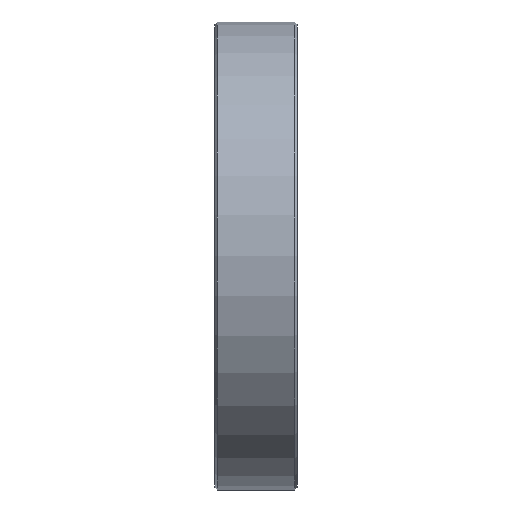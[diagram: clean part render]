
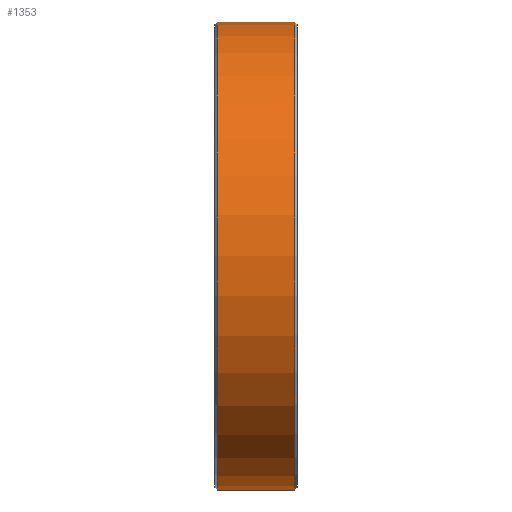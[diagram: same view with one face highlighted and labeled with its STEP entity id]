
A CAD part, top view. The second image highlights one B-rep face of the part: STEP entity #1353.
In plain terms, the highlighted cylindrical face has radius 42.5 mm (diameter 85 mm), a partial arc.
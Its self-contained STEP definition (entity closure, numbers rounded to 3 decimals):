
#1284=CARTESIAN_POINT('Vertex',(14.5,-42.5,0.)) ;
#1291=CARTESIAN_POINT('Vertex',(14.5,42.5,0.)) ;
#1311=CARTESIAN_POINT('Axis2P3D Location',(14.5,0.,0.)) ;
#1323=CARTESIAN_POINT('Axis2P3D Location',(7.5,0.,0.)) ;
#1328=CARTESIAN_POINT('Line Origine',(7.5,-42.5,0.)) ;
#1332=CARTESIAN_POINT('Vertex',(0.5,-42.5,0.)) ;
#1335=CARTESIAN_POINT('Line Origine',(7.5,42.5,0.)) ;
#1339=CARTESIAN_POINT('Vertex',(0.5,42.5,0.)) ;
#1342=CARTESIAN_POINT('Axis2P3D Location',(0.5,0.,0.)) ;
#1312=DIRECTION('Axis2P3D Direction',(1.,0.,0.)) ;
#1324=DIRECTION('Axis2P3D Direction',(1.,0.,0.)) ;
#1325=DIRECTION('Axis2P3D XDirection',(0.,1.,0.)) ;
#1329=DIRECTION('Vector Direction',(1.,0.,0.)) ;
#1336=DIRECTION('Vector Direction',(1.,0.,0.)) ;
#1343=DIRECTION('Axis2P3D Direction',(1.,0.,0.)) ;
#1313=AXIS2_PLACEMENT_3D('Circle Axis2P3D',#1311,#1312,$) ;
#1326=AXIS2_PLACEMENT_3D('Cylinder Axis2P3D',#1323,#1324,#1325) ;
#1344=AXIS2_PLACEMENT_3D('Circle Axis2P3D',#1342,#1343,$) ;
#1348=ORIENTED_EDGE('',*,*,#1334,.T.) ;
#1349=ORIENTED_EDGE('',*,*,#1315,.F.) ;
#1350=ORIENTED_EDGE('',*,*,#1341,.F.) ;
#1351=ORIENTED_EDGE('',*,*,#1346,.T.) ;
#1330=VECTOR('Line Direction',#1329,1.) ;
#1337=VECTOR('Line Direction',#1336,1.) ;
#1353=ADVANCED_FACE('Corps principal',(#1352),#1327,.T.) ;
#1314=CIRCLE('generated circle',#1313,42.5) ;
#1345=CIRCLE('generated circle',#1344,42.5) ;
#1327=CYLINDRICAL_SURFACE('generated cylinder',#1326,42.5) ;
#1315=EDGE_CURVE('',#1292,#1285,#1314,.T.) ;
#1334=EDGE_CURVE('',#1333,#1285,#1331,.T.) ;
#1341=EDGE_CURVE('',#1340,#1292,#1338,.T.) ;
#1346=EDGE_CURVE('',#1340,#1333,#1345,.T.) ;
#1347=EDGE_LOOP('',(#1348,#1349,#1350,#1351)) ;
#1352=FACE_OUTER_BOUND('',#1347,.T.) ;
#1331=LINE('Line',#1328,#1330) ;
#1338=LINE('Line',#1335,#1337) ;
#1285=VERTEX_POINT('',#1284) ;
#1292=VERTEX_POINT('',#1291) ;
#1333=VERTEX_POINT('',#1332) ;
#1340=VERTEX_POINT('',#1339) ;
